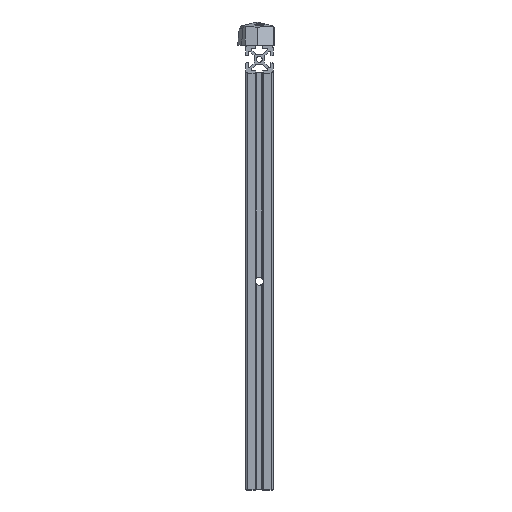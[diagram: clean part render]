
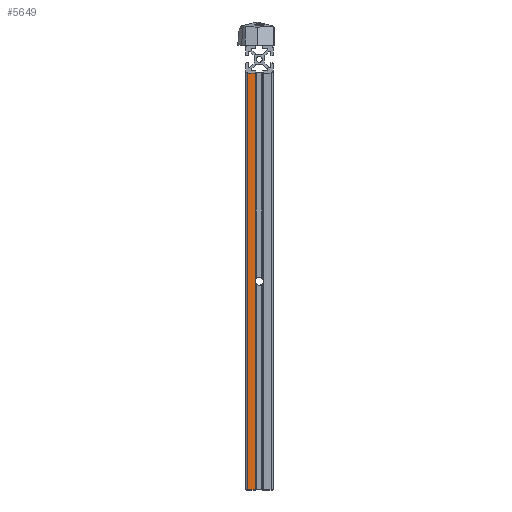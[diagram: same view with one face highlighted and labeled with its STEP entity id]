
A CAD part, left-side view. The second image highlights one B-rep face of the part: STEP entity #5649.
In plain terms, the highlighted face is planar.
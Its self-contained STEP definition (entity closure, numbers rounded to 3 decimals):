
#78=PLANE('',#6028);
#366=FACE_OUTER_BOUND('',#673,.T.);
#673=EDGE_LOOP('',(#4080,#4081,#4082,#4083));
#985=LINE('',#8337,#1663);
#1041=LINE('',#8497,#1719);
#1042=LINE('',#8499,#1720);
#1043=LINE('',#8500,#1721);
#1663=VECTOR('',#6462,1000.);
#1719=VECTOR('',#6626,1000.);
#1720=VECTOR('',#6627,1000.);
#1721=VECTOR('',#6628,1000.);
#2530=VERTEX_POINT('',#8334);
#2531=VERTEX_POINT('',#8336);
#2581=VERTEX_POINT('',#8496);
#2582=VERTEX_POINT('',#8498);
#3091=EDGE_CURVE('',#2531,#2530,#985,.T.);
#3171=EDGE_CURVE('',#2581,#2530,#1041,.T.);
#3172=EDGE_CURVE('',#2582,#2581,#1042,.T.);
#3173=EDGE_CURVE('',#2582,#2531,#1043,.T.);
#4080=ORIENTED_EDGE('',*,*,#3091,.T.);
#4081=ORIENTED_EDGE('',*,*,#3171,.F.);
#4082=ORIENTED_EDGE('',*,*,#3172,.F.);
#4083=ORIENTED_EDGE('',*,*,#3173,.T.);
#5649=ADVANCED_FACE('',(#366),#78,.T.);
#6028=AXIS2_PLACEMENT_3D('',#8495,#6624,#6625);
#6462=DIRECTION('',(1.,0.,0.));
#6624=DIRECTION('center_axis',(0.,0.,1.));
#6625=DIRECTION('ref_axis',(1.,0.,0.));
#6626=DIRECTION('',(0.,-1.,0.));
#6627=DIRECTION('',(1.,0.,0.));
#6628=DIRECTION('',(0.,-1.,0.));
#8334=CARTESIAN_POINT('',(152.4,3.1,10.));
#8336=CARTESIAN_POINT('',(-152.4,3.1,10.));
#8337=CARTESIAN_POINT('',(-152.4,3.1,10.));
#8495=CARTESIAN_POINT('Origin',(-152.4,3.1,10.));
#8496=CARTESIAN_POINT('',(152.4,8.5,10.));
#8497=CARTESIAN_POINT('',(152.4,3.1,10.));
#8498=CARTESIAN_POINT('',(-152.4,8.5,10.));
#8499=CARTESIAN_POINT('',(-152.4,8.5,10.));
#8500=CARTESIAN_POINT('',(-152.4,3.1,10.));
